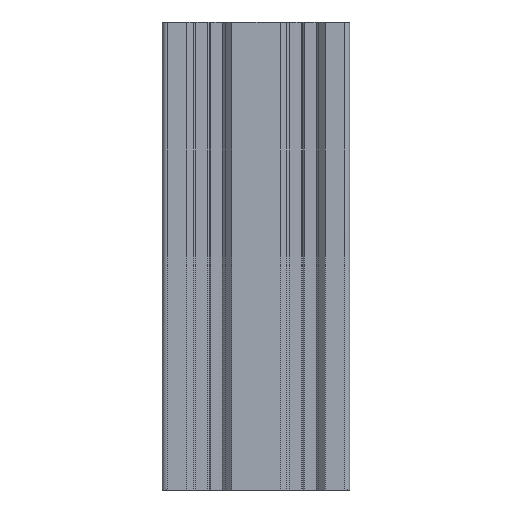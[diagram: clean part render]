
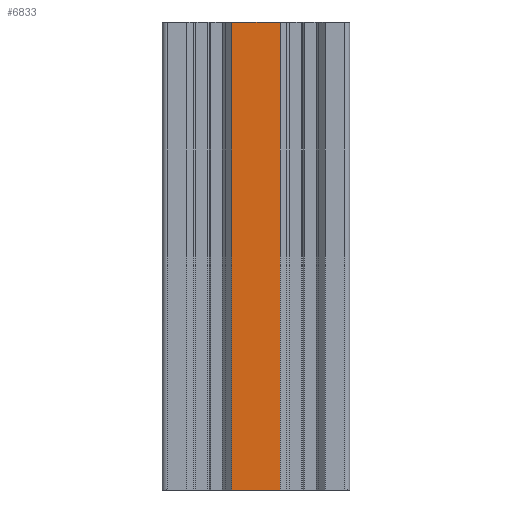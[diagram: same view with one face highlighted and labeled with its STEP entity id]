
A CAD part, left-side view. The second image highlights one B-rep face of the part: STEP entity #6833.
In plain terms, the highlighted free-form (B-spline) face has degree [1, 1] with [2, 2] control points.
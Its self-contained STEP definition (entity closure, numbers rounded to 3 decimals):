
#6833 = ADVANCED_FACE('',(#6834),#6864,.T.);
#6834 = FACE_BOUND('',#6835,.T.);
#6835 = EDGE_LOOP('',(#6836,#6845,#6852,#6859));
#6836 = ORIENTED_EDGE('',*,*,#6837,.T.);
#6837 = EDGE_CURVE('',#6838,#6840,#6842,.T.);
#6838 = VERTEX_POINT('',#6839);
#6839 = CARTESIAN_POINT('',(-23.605,29.743,
    -59.013));
#6840 = VERTEX_POINT('',#6841);
#6841 = CARTESIAN_POINT('',(-23.605,29.743,
    59.013));
#6842 = B_SPLINE_CURVE_WITH_KNOTS('',1,(#6843,#6844),.UNSPECIFIED.,.F.,
  .F.,(2,2),(0.,100.),.PIECEWISE_BEZIER_KNOTS.);
#6843 = CARTESIAN_POINT('',(-23.605,29.743,
    -59.013));
#6844 = CARTESIAN_POINT('',(-23.605,29.743,
    59.013));
#6845 = ORIENTED_EDGE('',*,*,#6846,.T.);
#6846 = EDGE_CURVE('',#6840,#6847,#6849,.T.);
#6847 = VERTEX_POINT('',#6848);
#6848 = CARTESIAN_POINT('',(-23.605,17.468,
    59.013));
#6849 = B_SPLINE_CURVE_WITH_KNOTS('',1,(#6850,#6851),.UNSPECIFIED.,.F.,
  .F.,(2,2),(0.,10.4),.PIECEWISE_BEZIER_KNOTS.);
#6850 = CARTESIAN_POINT('',(-23.605,29.743,
    59.013));
#6851 = CARTESIAN_POINT('',(-23.605,17.468,
    59.013));
#6852 = ORIENTED_EDGE('',*,*,#6853,.T.);
#6853 = EDGE_CURVE('',#6847,#6854,#6856,.T.);
#6854 = VERTEX_POINT('',#6855);
#6855 = CARTESIAN_POINT('',(-23.605,17.468,
    -59.013));
#6856 = B_SPLINE_CURVE_WITH_KNOTS('',1,(#6857,#6858),.UNSPECIFIED.,.F.,
  .F.,(2,2),(0.,100.),.PIECEWISE_BEZIER_KNOTS.);
#6857 = CARTESIAN_POINT('',(-23.605,17.468,
    59.013));
#6858 = CARTESIAN_POINT('',(-23.605,17.468,
    -59.013));
#6859 = ORIENTED_EDGE('',*,*,#6860,.T.);
#6860 = EDGE_CURVE('',#6854,#6838,#6861,.T.);
#6861 = B_SPLINE_CURVE_WITH_KNOTS('',1,(#6862,#6863),.UNSPECIFIED.,.F.,
  .F.,(2,2),(0.,10.4),.PIECEWISE_BEZIER_KNOTS.);
#6862 = CARTESIAN_POINT('',(-23.605,17.468,
    -59.013));
#6863 = CARTESIAN_POINT('',(-23.605,29.743,
    -59.013));
#6864 = B_SPLINE_SURFACE_WITH_KNOTS('',1,1,(
    (#6865,#6866)
    ,(#6867,#6868
    )),.UNSPECIFIED.,.F.,.F.,.F.,(2,2),(2,2),(0.,1.),(0.,1.),
  .PIECEWISE_BEZIER_KNOTS.);
#6865 = CARTESIAN_POINT('',(-23.605,17.468,
    59.013));
#6866 = CARTESIAN_POINT('',(-23.605,29.743,
    59.013));
#6867 = CARTESIAN_POINT('',(-23.605,17.468,
    -59.013));
#6868 = CARTESIAN_POINT('',(-23.605,29.743,
    -59.013));
